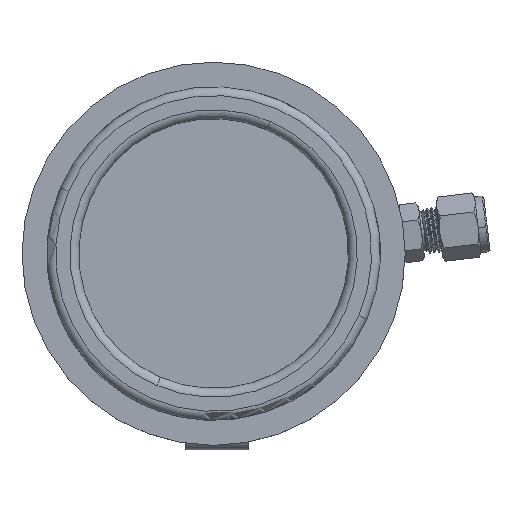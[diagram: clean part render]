
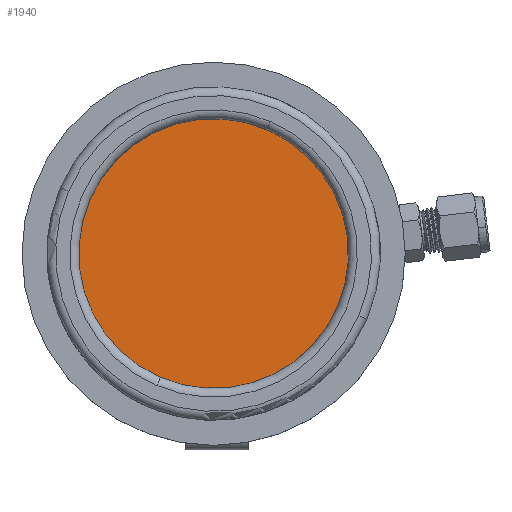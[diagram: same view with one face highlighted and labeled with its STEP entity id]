
A CAD part, top view. The second image highlights one B-rep face of the part: STEP entity #1940.
In plain terms, the highlighted planar face has unit normal (0, 0, 1).
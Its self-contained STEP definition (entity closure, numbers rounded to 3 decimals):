
#1740=CARTESIAN_POINT('',(24.835,-92.997,
-773.98));
#1750=DIRECTION('',(-0.,0.,1.));
#1760=DIRECTION('',(0.575,-0.818,0.));
#1770=AXIS2_PLACEMENT_3D('',#1740,#1750,#1760);
#1780=PLANE('',#1770);
#1790=CARTESIAN_POINT('',(36.555,-109.664,
-773.98));
#1800=DIRECTION('',(0.,0.,1.));
#1810=DIRECTION('',(0.575,-0.818,0.));
#1820=AXIS2_PLACEMENT_3D('',#1790,#1800,#1810);
#1830=CIRCLE('',#1820,41.6);
#1840=CARTESIAN_POINT('',(60.482,-143.694,
-773.98));
#1850=VERTEX_POINT('',#1840);
#1860=CARTESIAN_POINT('',(12.627,-75.634,
-773.98));
#1870=VERTEX_POINT('',#1860);
#1880=EDGE_CURVE('',#1850,#1870,#1830,.T.);
#1890=ORIENTED_EDGE('',*,*,#1880,.T.);
#1900=EDGE_CURVE('',#1870,#1850,#1830,.T.);
#1910=ORIENTED_EDGE('',*,*,#1900,.T.);
#1920=EDGE_LOOP('',(#1910,#1890));
#1930=FACE_OUTER_BOUND('',#1920,.T.);
#1940=ADVANCED_FACE('',(#1930),#1780,.T.);
